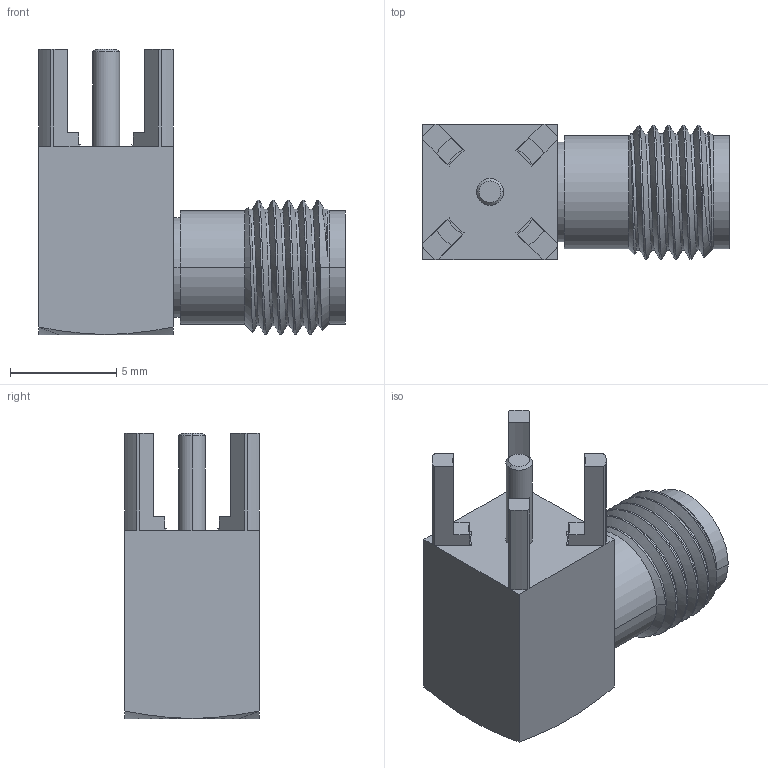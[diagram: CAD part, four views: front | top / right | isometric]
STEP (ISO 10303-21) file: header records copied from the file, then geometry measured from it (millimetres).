
FILE_DESCRIPTION((''),'2;1');
FILE_NAME('901-143_SW0001','2019-12-05T',('Vijayaragavan'),(''),'CREO PARAMETRIC BY PTC INC, 2018360','CREO PARAMETRIC BY PTC INC, 2018360','');
FILE_SCHEMA(('CONFIG_CONTROL_DESIGN'));
Length unit declared in the file: millimetre
Products named in the file (1): 901-143_SW0001
Bounding box: 14.45 x 6.35 x 13.46 mm (x, y, z)
Volume: 543.7 mm3; surface area: 634.4 mm2
Topology: 1 solids, 1 shells, 106 faces, 281 edges, 181 vertices
Faces by surface type: plane 43, cylinder 38, cone 16, bspline 9
Entity records: 5739 total; most frequent: CARTESIAN_POINT 3108, ORIENTED_EDGE 558, DIRECTION 517, EDGE_CURVE 279, AXIS2_PLACEMENT_3D 182, VERTEX_POINT 181, VECTOR 153, LINE 153
